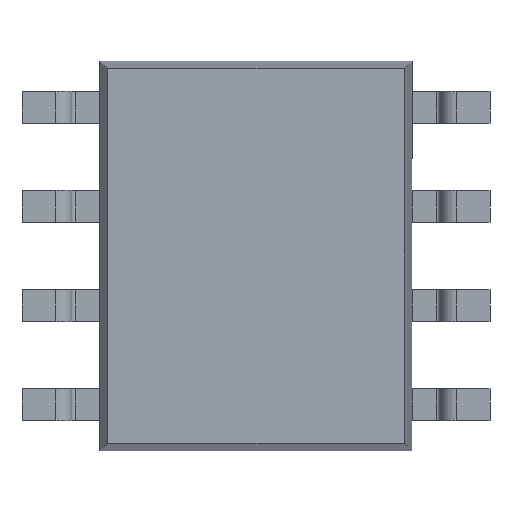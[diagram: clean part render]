
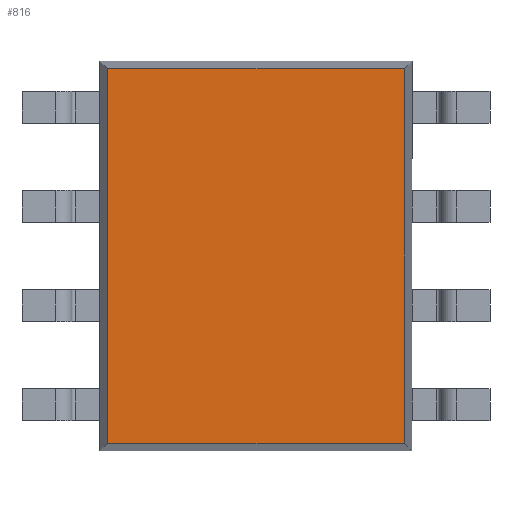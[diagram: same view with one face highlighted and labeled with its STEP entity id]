
A CAD part, front view. The second image highlights one B-rep face of the part: STEP entity #816.
In plain terms, the highlighted planar face has unit normal (0, -1, 0).
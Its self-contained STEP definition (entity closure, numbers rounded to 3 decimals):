
#4 = VECTOR ( 'NONE', #1465, 1000. ) ;
#163 = LINE ( 'NONE', #1959, #1302 ) ;
#199 = VERTEX_POINT ( 'NONE', #3713 ) ;
#439 = EDGE_CURVE ( 'NONE', #199, #915, #1858, .T. ) ;
#573 = CARTESIAN_POINT ( 'NONE',  ( -1.9, 0.175, 2.5 ) ) ;
#589 = DIRECTION ( 'NONE',  ( -1., 0., 0. ) ) ;
#654 = CARTESIAN_POINT ( 'NONE',  ( -1.9, 0.175, -2.4 ) ) ;
#786 = CARTESIAN_POINT ( 'NONE',  ( 1.9, 0.175, -2.5 ) ) ;
#816 = ADVANCED_FACE ( 'NONE', ( #2714 ), #2974, .T. ) ;
#915 = VERTEX_POINT ( 'NONE', #654 ) ;
#926 = DIRECTION ( 'NONE',  ( 0., 0., -1. ) ) ;
#1126 = ORIENTED_EDGE ( 'NONE', *, *, #3154, .T. ) ;
#1143 = VECTOR ( 'NONE', #3771, 1000. ) ;
#1166 = VECTOR ( 'NONE', #589, 1000. ) ;
#1198 = VERTEX_POINT ( 'NONE', #2349 ) ;
#1302 = VECTOR ( 'NONE', #1950, 1000. ) ;
#1433 = AXIS2_PLACEMENT_3D ( 'NONE', #2944, #3285, #926 ) ;
#1465 = DIRECTION ( 'NONE',  ( 0., 0., -1. ) ) ;
#1516 = EDGE_CURVE ( 'NONE', #2654, #1198, #1901, .T. ) ;
#1744 = EDGE_LOOP ( 'NONE', ( #1126, #2772, #3794, #3531 ) ) ;
#1858 = LINE ( 'NONE', #573, #4 ) ;
#1901 = LINE ( 'NONE', #786, #1143 ) ;
#1950 = DIRECTION ( 'NONE',  ( 1., 0., 0. ) ) ;
#1959 = CARTESIAN_POINT ( 'NONE',  ( -2., 0.175, -2.4 ) ) ;
#2349 = CARTESIAN_POINT ( 'NONE',  ( 1.9, 0.175, 2.4 ) ) ;
#2370 = CARTESIAN_POINT ( 'NONE',  ( 1.9, 0.175, -2.4 ) ) ;
#2600 = LINE ( 'NONE', #3051, #1166 ) ;
#2653 = EDGE_CURVE ( 'NONE', #1198, #199, #2600, .T. ) ;
#2654 = VERTEX_POINT ( 'NONE', #2370 ) ;
#2714 = FACE_OUTER_BOUND ( 'NONE', #1744, .T. ) ;
#2772 = ORIENTED_EDGE ( 'NONE', *, *, #1516, .T. ) ;
#2944 = CARTESIAN_POINT ( 'NONE',  ( 0., 0.175, 0. ) ) ;
#2974 = PLANE ( 'NONE',  #1433 ) ;
#3051 = CARTESIAN_POINT ( 'NONE',  ( 2., 0.175, 2.4 ) ) ;
#3154 = EDGE_CURVE ( 'NONE', #915, #2654, #163, .T. ) ;
#3285 = DIRECTION ( 'NONE',  ( 0., -1., 0. ) ) ;
#3531 = ORIENTED_EDGE ( 'NONE', *, *, #439, .T. ) ;
#3713 = CARTESIAN_POINT ( 'NONE',  ( -1.9, 0.175, 2.4 ) ) ;
#3771 = DIRECTION ( 'NONE',  ( 0., 0., 1. ) ) ;
#3794 = ORIENTED_EDGE ( 'NONE', *, *, #2653, .T. ) ;
